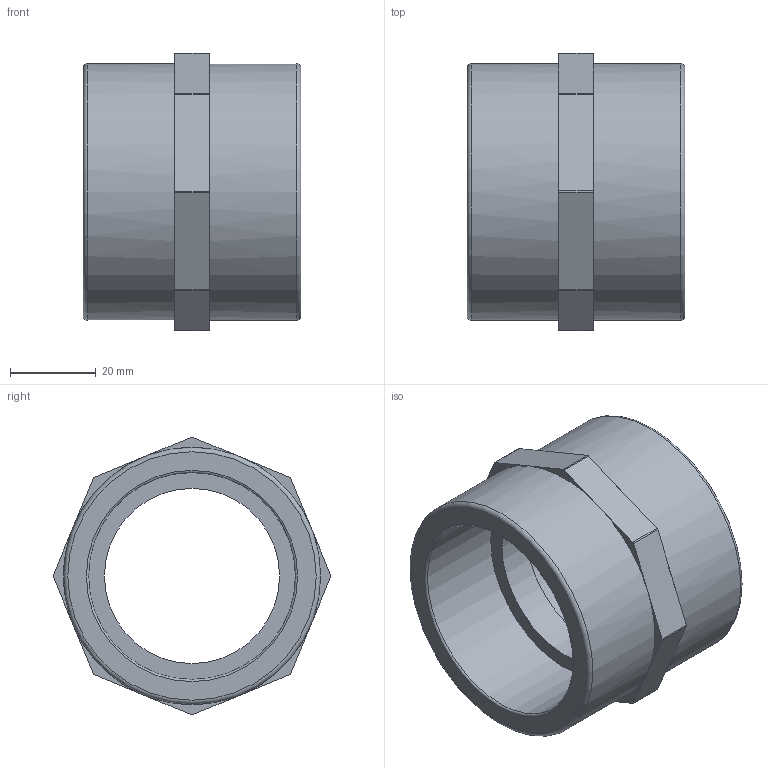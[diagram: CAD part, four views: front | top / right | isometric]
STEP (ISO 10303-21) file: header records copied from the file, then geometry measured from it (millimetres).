
FILE_DESCRIPTION(/* description */ ('PVC Transition Adapter, Socket to Female Threads, 1-1/2", PN16'),/* implementation_level */ '2;1');
FILE_NAME(/* name */ 'SO11U-050-R040',/* time_stamp */ '2022-07-06T16:28:18+02:00',/* author */ ('COAB Solutions'),/* organization */ ('GPA Flowsystem'),/* preprocessor_version */ 'ST-DEVELOPER v18.1',/* originating_system */ 'www.coabsolutions.com',/* authorisation */ '');
FILE_SCHEMA (('AUTOMOTIVE_DESIGN { 1 0 10303 214 3 1 1 }'));
Length unit declared in the file: millimetre
Products named in the file (1): SO11U-050-R040
Bounding box: 50.8 x 64.86 x 64.86 mm (x, y, z)
Volume: 55845.1 mm3; surface area: 20288.5 mm2
Topology: 1 solids, 1 shells, 45 faces, 107 edges, 66 vertices
Faces by surface type: plane 28, cylinder 13, torus 4
Full cylindrical faces by diameter (mm): 40.9 x1, 48.3 x2, 60 x2
Entity records: 1363 total; most frequent: DIRECTION 253, CARTESIAN_POINT 219, ORIENTED_EDGE 214, EDGE_CURVE 107, AXIS2_PLACEMENT_3D 100, VERTEX_POINT 66, CIRCLE 54, LINE 53
